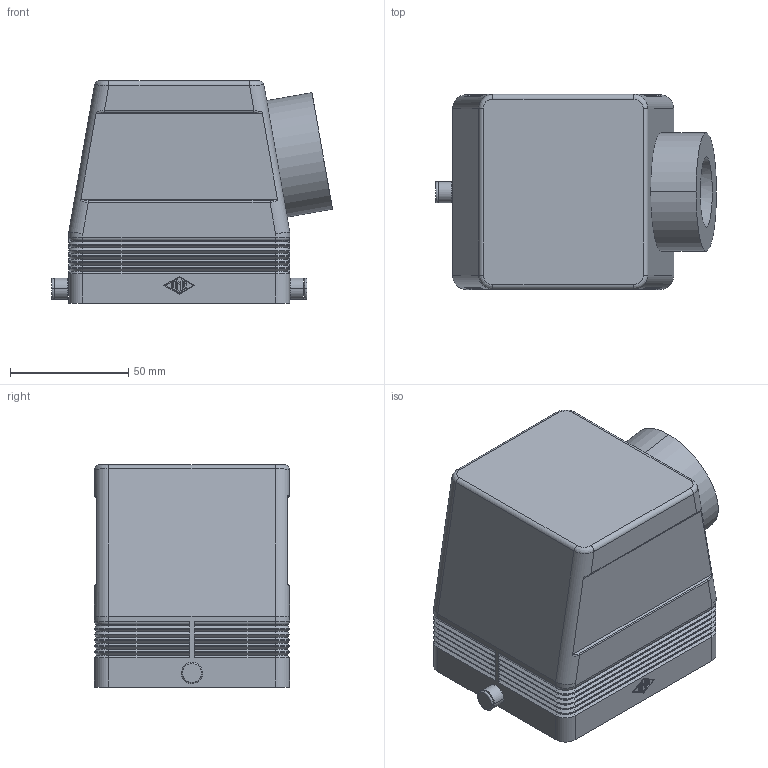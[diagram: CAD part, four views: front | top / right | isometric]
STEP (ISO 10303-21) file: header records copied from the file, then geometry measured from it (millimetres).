
FILE_DESCRIPTION(('Creo Elements/Direct Modeling STEP Export'),'2;1');
FILE_NAME('CHOT_32_6_L.stp','2012-12-18T16:22:01',(''),(''),'Creo Elements/Direct Modeling STEP processor for AP214 (Solid Model)','Creo Elements/Direct Modeling 18.0B 02-Dec-2011 (C) Parametric Technology GmbH','');
FILE_SCHEMA(('AUTOMOTIVE_DESIGN { 1 0 10303 214 1 1 1 1 }'));
Length unit declared in the file: millimetre
Products named in the file (1): MSBO8533
Bounding box: 118.83 x 82.5 x 94 mm (x, y, z)
Volume: 178070.3 mm3; surface area: 80600.6 mm2
Topology: 1 solids, 1 shells, 483 faces, 1193 edges, 723 vertices
Faces by surface type: plane 245, cylinder 148, cone 66, bspline 12, torus 8, revolution 4
Entity records: 18097 total; most frequent: CARTESIAN_POINT 3257, ORIENTED_EDGE 2346, DIRECTION 2202, EDGE_CURVE 1173, VECTOR 764, LINE 764, VERTEX_POINT 723, AXIS2_PLACEMENT_3D 717
